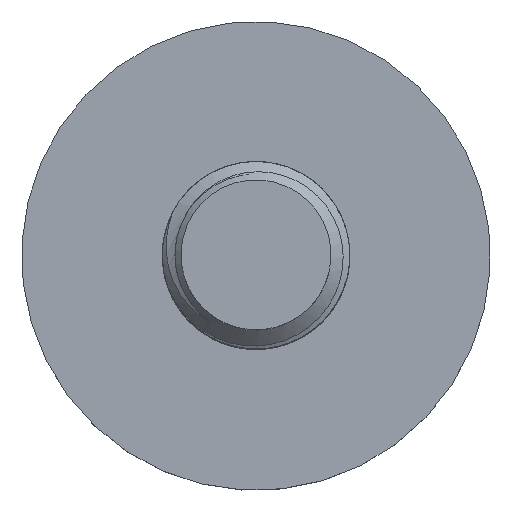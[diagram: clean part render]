
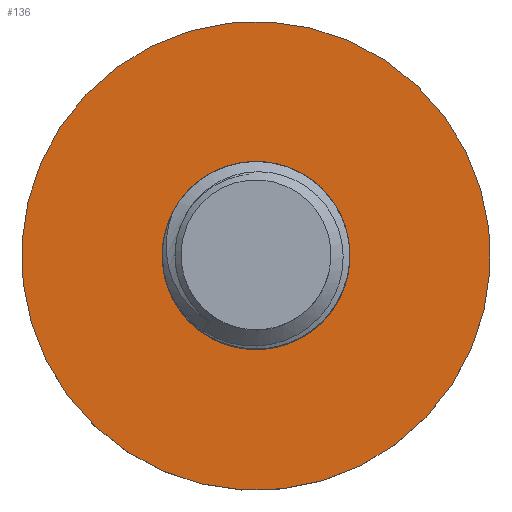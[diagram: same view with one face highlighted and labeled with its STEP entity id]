
A CAD part, top view. The second image highlights one B-rep face of the part: STEP entity #136.
In plain terms, the highlighted planar face has unit normal (0, 0, 1).
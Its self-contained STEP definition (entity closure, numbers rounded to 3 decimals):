
#71=FACE_BOUND('',#208,.T.);
#72=FACE_BOUND('',#209,.T.);
#104=CIRCLE('',#517,4.71);
#105=CIRCLE('',#519,12.5);
#136=ADVANCED_FACE('',(#71,#72),#150,.T.);
#150=PLANE('',#520);
#208=EDGE_LOOP('',(#348));
#209=EDGE_LOOP('',(#349));
#348=ORIENTED_EDGE('',*,*,#449,.T.);
#349=ORIENTED_EDGE('',*,*,#450,.F.);
#392=VERTEX_POINT('',#3780);
#393=VERTEX_POINT('',#3783);
#449=EDGE_CURVE('',#392,#392,#104,.T.);
#450=EDGE_CURVE('',#393,#393,#105,.T.);
#517=AXIS2_PLACEMENT_3D('',#3779,#621,#622);
#519=AXIS2_PLACEMENT_3D('',#3782,#625,#626);
#520=AXIS2_PLACEMENT_3D('',#3784,#627,#628);
#621=DIRECTION('',(0.,0.,-1.));
#622=DIRECTION('',(0.998,-0.061,0.));
#625=DIRECTION('',(0.,0.,-1.));
#626=DIRECTION('',(0.998,-0.061,0.));
#627=DIRECTION('',(0.,0.,1.));
#628=DIRECTION('',(-0.998,0.061,0.));
#3779=CARTESIAN_POINT('',(-163.212,490.628,136.71));
#3780=CARTESIAN_POINT('',(-158.51,490.341,136.71));
#3782=CARTESIAN_POINT('',(-163.212,490.628,136.71));
#3783=CARTESIAN_POINT('',(-150.735,489.865,136.71));
#3784=CARTESIAN_POINT('',(-163.212,490.628,136.71));
